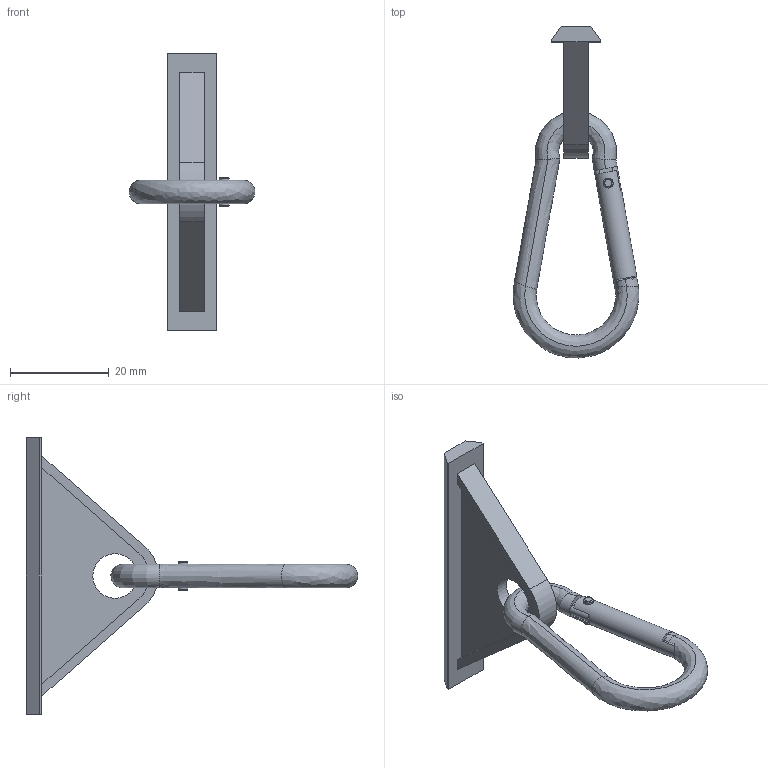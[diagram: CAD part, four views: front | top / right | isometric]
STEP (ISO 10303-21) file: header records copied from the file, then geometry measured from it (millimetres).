
FILE_DESCRIPTION (( 'STEP AP214' ), '1' );
FILE_NAME ('SNSD.30.52.07 Ïîäâåñ ñ êàðàáèíîì äëÿ ïðîôèëÿ, ïàç 6(H48).STEP', '2014-12-29T10:02:42', ( 'XTreme.ws' ), ( 'XTreme.ws' ), 'SwSTEP 2.0', 'SolidWorks 2014', '' );
FILE_SCHEMA (( 'AUTOMOTIVE_DESIGN' ));
Length unit declared in the file: millimetre
Products named in the file (8): SNSD.30.50.75. Êàðàáèí äëÿ ïðîôèëÿ, ïàç 8(A42)H48; SNSD.30.50.75. Êàðàáèí2 äëÿ ïðîôèëÿ, ïàç 8(A42)H48; SNSD.30.50.75. Êàðàáèí2 äëÿ ïðîôèëÿ, ïàç 8(A42)H48_00; SNSD.30.52.07 Ïîäâåñ ñ êàðàáèíîì äëÿ ïðîôèëÿ, ïàç 6(H48); SNSD.30.50.75. Ïîäâåñ äëÿ ïðîôèëÿ, ïàç 8(A42)H48; SNSD.30.50.75. Êàðàáèí äëÿ ïðîôèëÿ, ïàç 8(A42)H48_01; SNSD.30.50.75. Êàðàáèí äëÿ ïðîôèëÿ, ïàç 8(A42)H48_00; SNSD.30.50.75. Ïîäâåñ äëÿ ïðîôèëÿ, ïàç 8(A42)H48_00
Assembly tree (4 placements, depth 3):
  SNSD.30.50.75. Êàðàáèí äëÿ ïðîôèëÿ, ïàç 8(A42)H48
  SNSD.30.50.75. Êàðàáèí2 äëÿ ïðîôèëÿ, ïàç 8(A42)H48
  SNSD.30.52.07 Ïîäâåñ ñ êàðàáèíîì äëÿ ïðîôèëÿ, ïàç 6(H48)
    SNSD.30.50.75. Ïîäâåñ äëÿ ïðîôèëÿ, ïàç 8(A42)H48_00
    SNSD.30.50.75. Êàðàáèí äëÿ ïðîôèëÿ, ïàç 8(A42)H48_01
      SNSD.30.50.75. Êàðàáèí äëÿ ïðîôèëÿ, ïàç 8(A42)H48_00
      SNSD.30.50.75. Êàðàáèí2 äëÿ ïðîôèëÿ, ïàç 8(A42)H48_00
  SNSD.30.50.75. Ïîäâåñ äëÿ ïðîôèëÿ, ïàç 8(A42)H48
Bounding box: 25.48 x 67.1 x 56 mm (x, y, z)
Volume: 5232.6 mm3; surface area: 4792.3 mm2
Topology: 3 solids, 3 shells, 80 faces, 218 edges, 147 vertices
Faces by surface type: plane 46, cylinder 19, bspline 11, torus 4
Entity records: 7114 total; most frequent: CARTESIAN_POINT 4948, ORIENTED_EDGE 436, DIRECTION 380, EDGE_CURVE 218, VERTEX_POINT 147, AXIS2_PLACEMENT_3D 137, LINE 106, VECTOR 106
